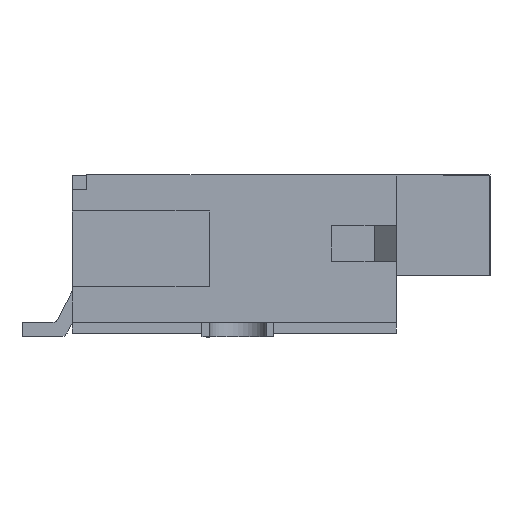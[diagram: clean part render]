
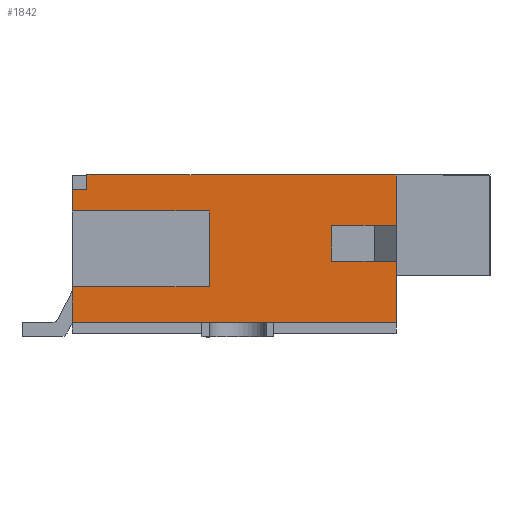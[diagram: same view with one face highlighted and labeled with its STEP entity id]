
A CAD part, left-side view. The second image highlights one B-rep face of the part: STEP entity #1842.
In plain terms, the highlighted planar face has unit normal (-1, 0, 0).
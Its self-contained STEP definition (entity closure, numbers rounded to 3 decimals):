
#1842 = ADVANCED_FACE( '', ( #3501 ), #3502, .T. );
#3501 = FACE_OUTER_BOUND( '', #5114, .T. );
#3502 = PLANE( '', #5115 );
#5114 = EDGE_LOOP( '', ( #10402, #10403, #10404, #10405, #10406, #10407, #10408, #10409, #10410, #10411, #10412, #10413, #10414, #10415 ) );
#5115 = AXIS2_PLACEMENT_3D( '', #10416, #10417, #10418 );
#10402 = ORIENTED_EDGE( '', *, *, #12207, .T. );
#10403 = ORIENTED_EDGE( '', *, *, #12471, .T. );
#10404 = ORIENTED_EDGE( '', *, *, #13132, .T. );
#10405 = ORIENTED_EDGE( '', *, *, #13687, .F. );
#10406 = ORIENTED_EDGE( '', *, *, #13688, .T. );
#10407 = ORIENTED_EDGE( '', *, *, #13361, .T. );
#10408 = ORIENTED_EDGE( '', *, *, #13129, .T. );
#10409 = ORIENTED_EDGE( '', *, *, #13678, .F. );
#10410 = ORIENTED_EDGE( '', *, *, #13479, .T. );
#10411 = ORIENTED_EDGE( '', *, *, #13563, .T. );
#10412 = ORIENTED_EDGE( '', *, *, #12521, .T. );
#10413 = ORIENTED_EDGE( '', *, *, #13615, .T. );
#10414 = ORIENTED_EDGE( '', *, *, #12711, .T. );
#10415 = ORIENTED_EDGE( '', *, *, #13689, .T. );
#10416 = CARTESIAN_POINT( '', ( -10.8, 0., 0. ) );
#10417 = DIRECTION( '', ( -1., 0., 0. ) );
#10418 = DIRECTION( '', ( 0., 0., 1. ) );
#12207 = EDGE_CURVE( '', #15198, #15302, #15304, .T. );
#12471 = EDGE_CURVE( '', #15302, #15725, #15727, .T. );
#12521 = EDGE_CURVE( '', #15805, #15803, #15806, .T. );
#12711 = EDGE_CURVE( '', #16094, #16095, #16096, .T. );
#13129 = EDGE_CURVE( '', #16716, #16714, #16717, .T. );
#13132 = EDGE_CURVE( '', #15725, #16719, #16721, .T. );
#13361 = EDGE_CURVE( '', #17010, #16716, #17011, .T. );
#13479 = EDGE_CURVE( '', #17148, #17146, #17149, .T. );
#13563 = EDGE_CURVE( '', #17146, #15805, #17256, .T. );
#13615 = EDGE_CURVE( '', #15803, #16094, #17313, .T. );
#13678 = EDGE_CURVE( '', #17148, #16714, #17380, .T. );
#13687 = EDGE_CURVE( '', #17389, #16719, #17390, .T. );
#13688 = EDGE_CURVE( '', #17389, #17010, #17391, .T. );
#13689 = EDGE_CURVE( '', #16095, #15198, #17392, .T. );
#15198 = VERTEX_POINT( '', #19458 );
#15302 = VERTEX_POINT( '', #19625 );
#15304 = LINE( '', #19628, #19629 );
#15725 = VERTEX_POINT( '', #20251 );
#15727 = LINE( '', #20254, #20255 );
#15803 = VERTEX_POINT( '', #20363 );
#15805 = VERTEX_POINT( '', #20366 );
#15806 = LINE( '', #20367, #20368 );
#16094 = VERTEX_POINT( '', #20818 );
#16095 = VERTEX_POINT( '', #20819 );
#16096 = LINE( '', #20820, #20821 );
#16714 = VERTEX_POINT( '', #21780 );
#16716 = VERTEX_POINT( '', #21783 );
#16717 = LINE( '', #21784, #21785 );
#16719 = VERTEX_POINT( '', #21788 );
#16721 = LINE( '', #21791, #21792 );
#17010 = VERTEX_POINT( '', #22212 );
#17011 = LINE( '', #22213, #22214 );
#17146 = VERTEX_POINT( '', #22416 );
#17148 = VERTEX_POINT( '', #22419 );
#17149 = LINE( '', #22420, #22421 );
#17256 = LINE( '', #22596, #22597 );
#17313 = LINE( '', #22678, #22679 );
#17380 = LINE( '', #22773, #22774 );
#17389 = VERTEX_POINT( '', #22786 );
#17390 = LINE( '', #22787, #22788 );
#17391 = LINE( '', #22789, #22790 );
#17392 = LINE( '', #22791, #22792 );
#19458 = CARTESIAN_POINT( '', ( -10.8, 2.05, 1.1 ) );
#19625 = CARTESIAN_POINT( '', ( -10.8, 2.05, 0.9 ) );
#19628 = CARTESIAN_POINT( '', ( -10.8, 2.05, 0. ) );
#19629 = VECTOR( '', #23939, 1000. );
#20251 = CARTESIAN_POINT( '', ( -10.8, 2.25, 0.9 ) );
#20254 = CARTESIAN_POINT( '', ( -10.8, 0., 0.9 ) );
#20255 = VECTOR( '', #24172, 1000. );
#20363 = CARTESIAN_POINT( '', ( -10.8, -1.35, 0.4 ) );
#20366 = CARTESIAN_POINT( '', ( -10.8, -1.35, -0.1 ) );
#20367 = CARTESIAN_POINT( '', ( -10.8, -1.35, -0.1 ) );
#20368 = VECTOR( '', #24221, 1000. );
#20818 = CARTESIAN_POINT( '', ( -10.8, -2.25, 0.4 ) );
#20819 = CARTESIAN_POINT( '', ( -10.8, -2.25, 1.1 ) );
#20820 = CARTESIAN_POINT( '', ( -10.8, -2.25, -1.1 ) );
#20821 = VECTOR( '', #24396, 1000. );
#21780 = CARTESIAN_POINT( '', ( -10.8, 2.25, -0.95 ) );
#21783 = CARTESIAN_POINT( '', ( -10.8, 2.25, -0.45 ) );
#21784 = CARTESIAN_POINT( '', ( -10.8, 2.25, 1.1 ) );
#21785 = VECTOR( '', #24772, 1000. );
#21788 = CARTESIAN_POINT( '', ( -10.8, 2.25, 0.6 ) );
#21791 = CARTESIAN_POINT( '', ( -10.8, 2.25, 1.1 ) );
#21792 = VECTOR( '', #24775, 1000. );
#22212 = CARTESIAN_POINT( '', ( -10.8, 0.35, -0.45 ) );
#22213 = CARTESIAN_POINT( '', ( -10.8, 0.35, -0.45 ) );
#22214 = VECTOR( '', #25030, 1000. );
#22416 = CARTESIAN_POINT( '', ( -10.8, -2.25, -0.1 ) );
#22419 = CARTESIAN_POINT( '', ( -10.8, -2.25, -0.95 ) );
#22420 = CARTESIAN_POINT( '', ( -10.8, -2.25, -1.1 ) );
#22421 = VECTOR( '', #25099, 1000. );
#22596 = CARTESIAN_POINT( '', ( -10.8, -2.25, -0.1 ) );
#22597 = VECTOR( '', #25168, 1000. );
#22678 = CARTESIAN_POINT( '', ( -10.8, -1.35, 0.4 ) );
#22679 = VECTOR( '', #25193, 1000. );
#22773 = CARTESIAN_POINT( '', ( -10.8, -2.25, -0.95 ) );
#22774 = VECTOR( '', #25221, 1000. );
#22786 = CARTESIAN_POINT( '', ( -10.8, 0.35, 0.6 ) );
#22787 = CARTESIAN_POINT( '', ( -10.8, 0.35, 0.6 ) );
#22788 = VECTOR( '', #25225, 1000. );
#22789 = CARTESIAN_POINT( '', ( -10.8, 0.35, 0.6 ) );
#22790 = VECTOR( '', #25226, 1000. );
#22791 = CARTESIAN_POINT( '', ( -10.8, -2.25, 1.1 ) );
#22792 = VECTOR( '', #25227, 1000. );
#23939 = DIRECTION( '', ( 0., 0., -1. ) );
#24172 = DIRECTION( '', ( 0., 1., 0. ) );
#24221 = DIRECTION( '', ( 0., 0., 1. ) );
#24396 = DIRECTION( '', ( 0., 0., 1. ) );
#24772 = DIRECTION( '', ( 0., 0., -1. ) );
#24775 = DIRECTION( '', ( 0., 0., -1. ) );
#25030 = DIRECTION( '', ( 0., 1., 0. ) );
#25099 = DIRECTION( '', ( 0., 0., 1. ) );
#25168 = DIRECTION( '', ( 0., 1., 0. ) );
#25193 = DIRECTION( '', ( 0., -1., 0. ) );
#25221 = DIRECTION( '', ( 0., 1., 0. ) );
#25225 = DIRECTION( '', ( 0., 1., 0. ) );
#25226 = DIRECTION( '', ( 0., 0., -1. ) );
#25227 = DIRECTION( '', ( 0., 1., 0. ) );
